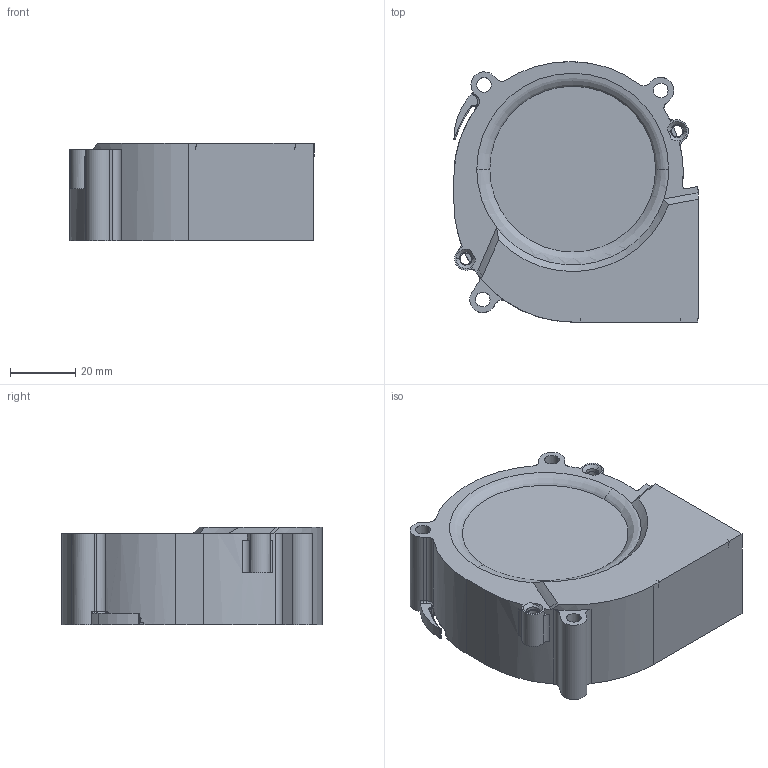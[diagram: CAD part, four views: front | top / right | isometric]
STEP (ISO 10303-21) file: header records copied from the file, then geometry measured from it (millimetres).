
FILE_DESCRIPTION((''),'2;1');
FILE_NAME('BCB0812UHN-TP09_ASM','2017-04-05T',('yiliang.gong'),(''),'CREO PARAMETRIC BY PTC INC, 2015080','CREO PARAMETRIC BY PTC INC, 2015080','');
FILE_SCHEMA(('CONFIG_CONTROL_DESIGN'));
Length unit declared in the file: inch
Products named in the file (1): BCB0812UHN-TP09_ASM
Bounding box: 75.04 x 80 x 30 mm (x, y, z)
Volume: 138755.9 mm3; surface area: 21687.3 mm2
Topology: 1 solids, 2 shells, 257 faces, 730 edges, 481 vertices
Faces by surface type: plane 124, cylinder 98, cone 15, torus 10, sphere 8, bspline 2
Entity records: 8629 total; most frequent: CARTESIAN_POINT 1690, DIRECTION 1505, ORIENTED_EDGE 1444, EDGE_CURVE 722, AXIS2_PLACEMENT_3D 561, VERTEX_POINT 481, VECTOR 383, LINE 383
